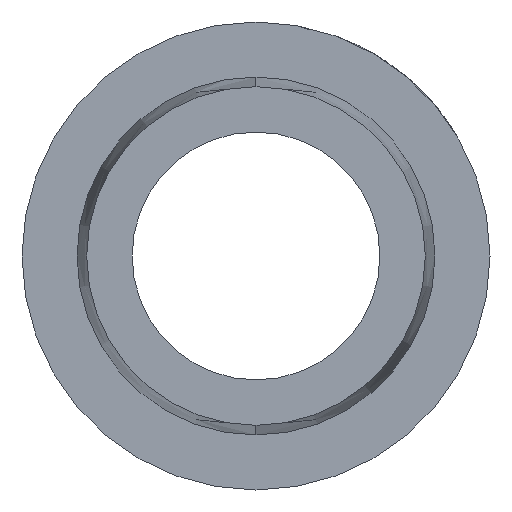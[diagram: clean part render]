
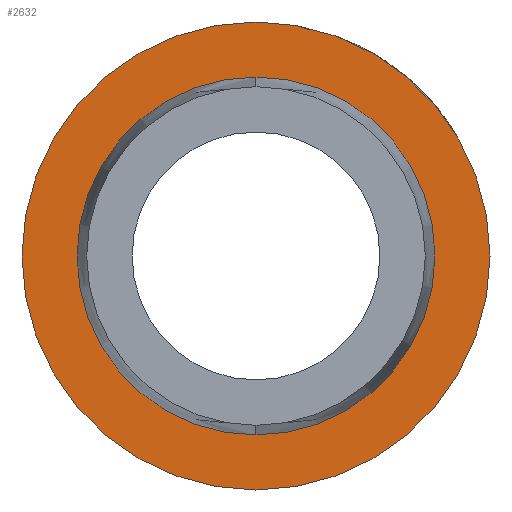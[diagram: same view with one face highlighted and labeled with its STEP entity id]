
A CAD part, left-side view. The second image highlights one B-rep face of the part: STEP entity #2632.
In plain terms, the highlighted planar face has unit normal (-1, 0, 0).
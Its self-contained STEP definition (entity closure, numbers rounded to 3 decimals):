
#40 = PLANE ( 'NONE',  #2162 ) ;
#94 = FACE_BOUND ( 'NONE', #4119, .T. ) ;
#143 = CARTESIAN_POINT ( 'NONE',  ( 13.5, 0., -8.5 ) ) ;
#167 = ORIENTED_EDGE ( 'NONE', *, *, #3958, .T. ) ;
#209 = AXIS2_PLACEMENT_3D ( 'NONE', #5111, #2704, #626 ) ;
#317 = CARTESIAN_POINT ( 'NONE',  ( 13.5, 0., 0. ) ) ;
#447 = EDGE_CURVE ( 'NONE', #2280, #3179, #3402, .T. ) ;
#558 = AXIS2_PLACEMENT_3D ( 'NONE', #317, #4295, #1867 ) ;
#591 = EDGE_LOOP ( 'NONE', ( #167, #3604 ) ) ;
#626 = DIRECTION ( 'NONE',  ( 0., 0., 1. ) ) ;
#641 = CIRCLE ( 'NONE', #3769, 6.5 ) ;
#665 = DIRECTION ( 'NONE',  ( 0., 0., 1. ) ) ;
#713 = DIRECTION ( 'NONE',  ( -1., 0., 0. ) ) ;
#731 = CIRCLE ( 'NONE', #4191, 8.5 ) ;
#815 = VERTEX_POINT ( 'NONE', #143 ) ;
#970 = CARTESIAN_POINT ( 'NONE',  ( 13.5, 0., 8.5 ) ) ;
#1065 = CIRCLE ( 'NONE', #558, 8.5 ) ;
#1301 = DIRECTION ( 'NONE',  ( 0., 0., -1. ) ) ;
#1478 = CARTESIAN_POINT ( 'NONE',  ( 13.5, 0., 0. ) ) ;
#1544 = DIRECTION ( 'NONE',  ( -1., 0., 0. ) ) ;
#1700 = FACE_OUTER_BOUND ( 'NONE', #591, .T. ) ;
#1864 = VERTEX_POINT ( 'NONE', #970 ) ;
#1867 = DIRECTION ( 'NONE',  ( 0., 0., 1. ) ) ;
#1917 = ORIENTED_EDGE ( 'NONE', *, *, #447, .F. ) ;
#1918 = DIRECTION ( 'NONE',  ( 0., 0., 1. ) ) ;
#2024 = CARTESIAN_POINT ( 'NONE',  ( 13.5, 0., 0. ) ) ;
#2162 = AXIS2_PLACEMENT_3D ( 'NONE', #2544, #3650, #1301 ) ;
#2280 = VERTEX_POINT ( 'NONE', #2347 ) ;
#2347 = CARTESIAN_POINT ( 'NONE',  ( 13.5, 0., 6.5 ) ) ;
#2544 = CARTESIAN_POINT ( 'NONE',  ( 13.5, 6.5, 0. ) ) ;
#2632 = ADVANCED_FACE ( 'NONE', ( #94, #1700 ), #40, .F. ) ;
#2704 = DIRECTION ( 'NONE',  ( -1., 0., 0. ) ) ;
#2755 = CARTESIAN_POINT ( 'NONE',  ( 13.5, 0., -6.5 ) ) ;
#3179 = VERTEX_POINT ( 'NONE', #2755 ) ;
#3402 = CIRCLE ( 'NONE', #209, 6.5 ) ;
#3604 = ORIENTED_EDGE ( 'NONE', *, *, #4985, .T. ) ;
#3650 = DIRECTION ( 'NONE',  ( 1., 0., 0. ) ) ;
#3769 = AXIS2_PLACEMENT_3D ( 'NONE', #1478, #713, #665 ) ;
#3940 = ORIENTED_EDGE ( 'NONE', *, *, #4484, .F. ) ;
#3958 = EDGE_CURVE ( 'NONE', #1864, #815, #731, .T. ) ;
#4119 = EDGE_LOOP ( 'NONE', ( #1917, #3940 ) ) ;
#4191 = AXIS2_PLACEMENT_3D ( 'NONE', #2024, #1544, #1918 ) ;
#4295 = DIRECTION ( 'NONE',  ( -1., 0., 0. ) ) ;
#4484 = EDGE_CURVE ( 'NONE', #3179, #2280, #641, .T. ) ;
#4985 = EDGE_CURVE ( 'NONE', #815, #1864, #1065, .T. ) ;
#5111 = CARTESIAN_POINT ( 'NONE',  ( 13.5, 0., 0. ) ) ;
